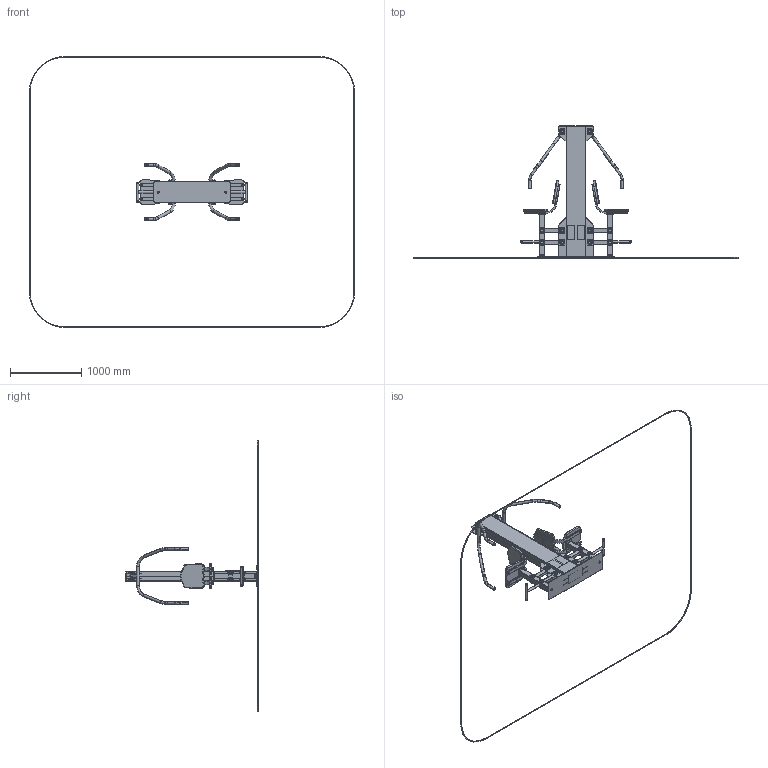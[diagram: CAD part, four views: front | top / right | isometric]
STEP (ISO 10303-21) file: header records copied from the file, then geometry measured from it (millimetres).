
FILE_DESCRIPTION(('STEP AP214'), '1');
FILE_NAME('óëè÷íûé òðåíàæåð_Æèì îò ãðóäè', '', ('UNSPECIFIED'), ('UNSPECIFIED'), 'C3D Converter', 'C3D Toolkit', '');
FILE_SCHEMA(('AUTOMOTIVE_DESIGN { 1 0 10303 214 3 1 1}'));
Length unit declared in the file: millimetre
Products named in the file (95): УТ-16/16; УТ-10.1Н.00.02.04; УТ-10.1Н.00.02.02; УТ-10.1Н.00.02.03; УТ-10.1Н.00.03.00; УТ-10.1Н.00.03.01; УТ-10.1Н.01.00.00; УТ-10.1Н.01.01.00; УТ-10.1Н.01.01.04; УТ-10.1Н.01.01.02; УТ-10.1Н.01.01.05; УТ-10.1Н.02.00.00; УТ-10.1Н.02.01.00; УТ-10.1Н.02.01.03; УТ-10.1Н.02.01.01; УТ-10.1Н.02.01.02; УТ-07.1.14.02.01.03; УТ-10.1Н.00.00.04; ФК-03.03; УТ-10.1Н.00.01.02; УТ-16
Assembly tree (162 placements, depth 4):
  (unnamed)
    УТ-16/16
      УТ-10.1Н.00.02.04
      (unnamed)
      УТ-10.1Н.00.02.02  x2
      (unnamed)
      УТ-10.1Н.00.02.03  x2
      УТ-10.1Н.00.02.02  x2
      (unnamed)
      УТ-10.1Н.00.02.03  x2
      (unnamed)
    УТ-10.1Н.00.03.00
      УТ-10.1Н.00.03.01
    (unnamed)
    (unnamed)
      (unnamed)
      (unnamed)  x2
    УТ-10.1Н.01.00.00
      УТ-10.1Н.01.01.00
        (unnamed)
        УТ-10.1Н.01.01.04
        (unnamed)
        УТ-10.1Н.01.01.02
        УТ-10.1Н.01.01.05
      (unnamed)  x2
      (unnamed)
    УТ-10.1Н.02.00.00
      УТ-10.1Н.02.01.00
        УТ-10.1Н.02.01.03
        УТ-10.1Н.02.01.01
        УТ-10.1Н.02.01.02  x2
      УТ-07.1.14.02.01.03  x4
      (unnamed)  x2
    (unnamed)
      (unnamed)
        (unnamed)
        (unnamed)
        (unnamed)
        (unnamed)  x2
        (unnamed)
        (unnamed)
      (unnamed)  x2
    УТ-10.1Н.00.00.04  x2
    (unnamed)
      ФК-03.03  x8
      (unnamed)  x2
      (unnamed)  x4
    (unnamed)
      (unnamed)
      (unnamed)
      (unnamed)
    (unnamed)  x10
      (unnamed)
        УТ-10.1Н.00.01.02
        (unnamed)
    (unnamed)
      УТ-16
        (unnamed)
        (unnamed)  x2
        (unnamed)
Bounding box: 4558.28 x 1854 x 3800 mm (x, y, z)
Volume: 33614435.3 mm3; surface area: 10700113.8 mm2
Topology: 128 solids, 128 shells, 2176 faces, 4812 edges, 2990 vertices
Faces by surface type: plane 1038, cylinder 752, torus 278, cone 108
Full cylindrical faces by diameter (mm): 5 x4, 8 x4, 10 x4, 14 x2, 26 x4, 28 x10, 28.4 x2, 30 x4, 32 x10, 34 x20, 34.5 x8, 35.4 x2, 37.129 x2, 38.376 x8, 39.4 x4, 40 x14, 40.5 x2, 47 x24, 47.5 x4, 49 x8, 49.2 x6, 55 x20, 57 x8, 58 x20, 59 x12, 60 x2, 64 x20
Entity records: 42156 total; most frequent: CARTESIAN_POINT 6003, DIRECTION 5962, ORIENTED_EDGE 4816, EDGE_CURVE 2408, AXIS2_PLACEMENT_3D 2277, VERTEX_POINT 1620, EDGE_LOOP 1434, LINE 1408
